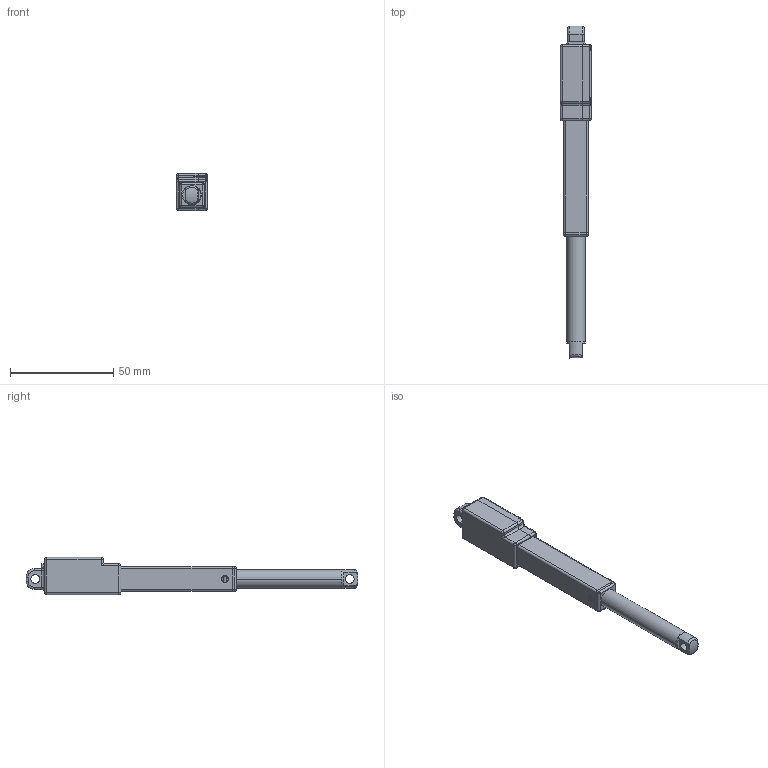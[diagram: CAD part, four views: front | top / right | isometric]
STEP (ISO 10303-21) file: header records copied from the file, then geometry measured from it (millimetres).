
FILE_DESCRIPTION((''),'2;1');
FILE_NAME('L12_50MM_ASM','2016-10-05T',('Mike'),(''),'PRO/ENGINEER BY PARAMETRIC TECHNOLOGY CORPORATION, 2004440','PRO/ENGINEER BY PARAMETRIC TECHNOLOGY CORPORATION, 2004440','');
FILE_SCHEMA(('CONFIG_CONTROL_DESIGN'));
Length unit declared in the file: millimetre
Products named in the file (10): EXTENSION_10404_50MM; CLAMSHELL_BOT_10417; CLAMSHELL_TOP_10416; FASTENER_10427; GUIDE_10429; NUT_10419; SHAFT_10409_50MM; PLUG_10428; GROMMET_3_HOLE; L12_50MM_ASM
Assembly tree (12 placements, depth 2):
  L12_50MM_ASM
    EXTENSION_10404_50MM
    CLAMSHELL_BOT_10417
    CLAMSHELL_TOP_10416
    FASTENER_10427  x4
    GUIDE_10429
    NUT_10419
    SHAFT_10409_50MM
    PLUG_10428
    GROMMET_3_HOLE
Bounding box: 15.1 x 160.98 x 18 mm (x, y, z)
Volume: 9342.3 mm3; surface area: 16461.5 mm2
Topology: 12 solids, 12 shells, 1113 faces, 2702 edges, 1647 vertices
Faces by surface type: plane 428, cylinder 387, torus 161, bspline 60, cone 46, sphere 31
Entity records: 36611 total; most frequent: CARTESIAN_POINT 12081, DIRECTION 5196, ORIENTED_EDGE 5040, EDGE_CURVE 2520, AXIS2_PLACEMENT_3D 1917, VERTEX_POINT 1533, VECTOR 1362, LINE 1362
